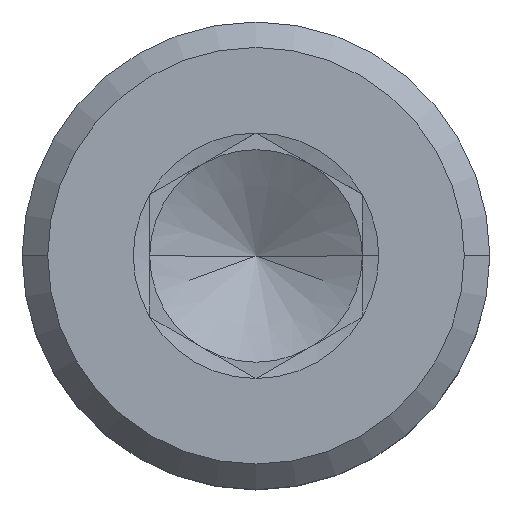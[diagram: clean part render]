
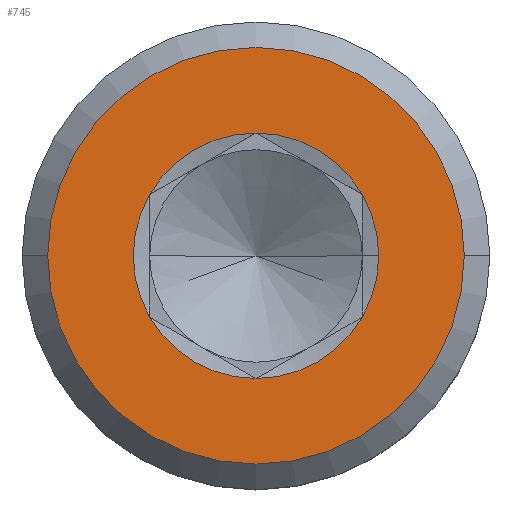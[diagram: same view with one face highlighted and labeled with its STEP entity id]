
A CAD part, top view. The second image highlights one B-rep face of the part: STEP entity #745.
In plain terms, the highlighted planar face has unit normal (0, 0, 1).
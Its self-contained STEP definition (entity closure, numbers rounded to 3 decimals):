
#14 = DIRECTION ( 'NONE',  ( 1., 0., 0. ) ) ;
#23 = DIRECTION ( 'NONE',  ( 1., 0., 0. ) ) ;
#27 = ORIENTED_EDGE ( 'NONE', *, *, #519, .F. ) ;
#46 = DIRECTION ( 'NONE',  ( 0., 0., 1. ) ) ;
#68 = CARTESIAN_POINT ( 'NONE',  ( 0., 0., 0. ) ) ;
#72 = VERTEX_POINT ( 'NONE', #769 ) ;
#77 = VERTEX_POINT ( 'NONE', #950 ) ;
#85 = DIRECTION ( 'NONE',  ( 1., 0., 0. ) ) ;
#95 = CARTESIAN_POINT ( 'NONE',  ( 1.443, 0., 0. ) ) ;
#110 = ORIENTED_EDGE ( 'NONE', *, *, #395, .T. ) ;
#114 = DIRECTION ( 'NONE',  ( 0., 0., 1. ) ) ;
#148 = AXIS2_PLACEMENT_3D ( 'NONE', #215, #46, #624 ) ;
#151 = DIRECTION ( 'NONE',  ( 0., 0., 1. ) ) ;
#152 = CIRCLE ( 'NONE', #979, 2.45 ) ;
#156 = CARTESIAN_POINT ( 'NONE',  ( 2.45, 0., 0. ) ) ;
#158 = EDGE_CURVE ( 'NONE', #605, #72, #968, .T. ) ;
#168 = CIRCLE ( 'NONE', #501, 2.45 ) ;
#177 = AXIS2_PLACEMENT_3D ( 'NONE', #597, #114, #23 ) ;
#190 = ORIENTED_EDGE ( 'NONE', *, *, #633, .F. ) ;
#195 = AXIS2_PLACEMENT_3D ( 'NONE', #1027, #768, #1034 ) ;
#215 = CARTESIAN_POINT ( 'NONE',  ( 0., 0., 0. ) ) ;
#228 = EDGE_CURVE ( 'NONE', #570, #762, #168, .T. ) ;
#232 = CIRCLE ( 'NONE', #177, 1.443 ) ;
#245 = CIRCLE ( 'NONE', #826, 1.443 ) ;
#249 = ORIENTED_EDGE ( 'NONE', *, *, #158, .F. ) ;
#256 = CIRCLE ( 'NONE', #503, 1.443 ) ;
#258 = FACE_OUTER_BOUND ( 'NONE', #298, .T. ) ;
#263 = ORIENTED_EDGE ( 'NONE', *, *, #908, .F. ) ;
#279 = CARTESIAN_POINT ( 'NONE',  ( 0., 0., 0. ) ) ;
#290 = CARTESIAN_POINT ( 'NONE',  ( 1.25, -0.722, 0. ) ) ;
#298 = EDGE_LOOP ( 'NONE', ( #877, #110 ) ) ;
#331 = CARTESIAN_POINT ( 'NONE',  ( 0., 0., 0. ) ) ;
#383 = CARTESIAN_POINT ( 'NONE',  ( 0., 0., 0. ) ) ;
#395 = EDGE_CURVE ( 'NONE', #762, #570, #152, .T. ) ;
#408 = PLANE ( 'NONE',  #922 ) ;
#415 = DIRECTION ( 'NONE',  ( 0., 0., 1. ) ) ;
#440 = CARTESIAN_POINT ( 'NONE',  ( 0., 0., 0. ) ) ;
#500 = DIRECTION ( 'NONE',  ( 1., 0., 0. ) ) ;
#501 = AXIS2_PLACEMENT_3D ( 'NONE', #383, #638, #711 ) ;
#503 = AXIS2_PLACEMENT_3D ( 'NONE', #583, #991, #85 ) ;
#504 = VERTEX_POINT ( 'NONE', #95 ) ;
#519 = EDGE_CURVE ( 'NONE', #72, #645, #245, .T. ) ;
#543 = CARTESIAN_POINT ( 'NONE',  ( -1.25, -0.722, 0. ) ) ;
#555 = EDGE_CURVE ( 'NONE', #645, #504, #998, .T. ) ;
#567 = EDGE_CURVE ( 'NONE', #772, #77, #232, .T. ) ;
#570 = VERTEX_POINT ( 'NONE', #603 ) ;
#583 = CARTESIAN_POINT ( 'NONE',  ( 0., 0., 0. ) ) ;
#592 = CIRCLE ( 'NONE', #195, 1.443 ) ;
#596 = ORIENTED_EDGE ( 'NONE', *, *, #567, .F. ) ;
#597 = CARTESIAN_POINT ( 'NONE',  ( 0., 0., 0. ) ) ;
#601 = DIRECTION ( 'NONE',  ( 0., 0., 1. ) ) ;
#603 = CARTESIAN_POINT ( 'NONE',  ( -2.45, 0., 0. ) ) ;
#605 = VERTEX_POINT ( 'NONE', #543 ) ;
#612 = AXIS2_PLACEMENT_3D ( 'NONE', #331, #415, #500 ) ;
#624 = DIRECTION ( 'NONE',  ( 1., 0., 0. ) ) ;
#633 = EDGE_CURVE ( 'NONE', #996, #772, #592, .T. ) ;
#638 = DIRECTION ( 'NONE',  ( 0., 0., 1. ) ) ;
#644 = EDGE_LOOP ( 'NONE', ( #249, #263, #596, #190, #771, #1037, #27 ) ) ;
#645 = VERTEX_POINT ( 'NONE', #290 ) ;
#647 = DIRECTION ( 'NONE',  ( -1., 0., 0. ) ) ;
#675 = DIRECTION ( 'NONE',  ( 0., 0., 1. ) ) ;
#698 = CARTESIAN_POINT ( 'NONE',  ( 1.25, 0.722, 0. ) ) ;
#711 = DIRECTION ( 'NONE',  ( 1., 0., 0. ) ) ;
#745 = ADVANCED_FACE ( 'NONE', ( #258, #924 ), #408, .F. ) ;
#762 = VERTEX_POINT ( 'NONE', #156 ) ;
#768 = DIRECTION ( 'NONE',  ( 0., 0., 1. ) ) ;
#769 = CARTESIAN_POINT ( 'NONE',  ( 0., -1.443, 0. ) ) ;
#771 = ORIENTED_EDGE ( 'NONE', *, *, #873, .F. ) ;
#772 = VERTEX_POINT ( 'NONE', #790 ) ;
#790 = CARTESIAN_POINT ( 'NONE',  ( 0., 1.443, 0. ) ) ;
#800 = DIRECTION ( 'NONE',  ( 1., 0., 0. ) ) ;
#826 = AXIS2_PLACEMENT_3D ( 'NONE', #440, #601, #835 ) ;
#835 = DIRECTION ( 'NONE',  ( 1., 0., 0. ) ) ;
#873 = EDGE_CURVE ( 'NONE', #504, #996, #256, .T. ) ;
#874 = CARTESIAN_POINT ( 'NONE',  ( 0., 0., 0. ) ) ;
#877 = ORIENTED_EDGE ( 'NONE', *, *, #228, .T. ) ;
#886 = DIRECTION ( 'NONE',  ( 0., 0., -1. ) ) ;
#908 = EDGE_CURVE ( 'NONE', #77, #605, #921, .T. ) ;
#921 = CIRCLE ( 'NONE', #612, 1.443 ) ;
#922 = AXIS2_PLACEMENT_3D ( 'NONE', #874, #886, #647 ) ;
#924 = FACE_BOUND ( 'NONE', #644, .T. ) ;
#950 = CARTESIAN_POINT ( 'NONE',  ( -1.25, 0.722, 0. ) ) ;
#968 = CIRCLE ( 'NONE', #148, 1.443 ) ;
#979 = AXIS2_PLACEMENT_3D ( 'NONE', #68, #151, #800 ) ;
#991 = DIRECTION ( 'NONE',  ( 0., 0., 1. ) ) ;
#996 = VERTEX_POINT ( 'NONE', #698 ) ;
#998 = CIRCLE ( 'NONE', #1078, 1.443 ) ;
#1027 = CARTESIAN_POINT ( 'NONE',  ( 0., 0., 0. ) ) ;
#1034 = DIRECTION ( 'NONE',  ( 1., 0., 0. ) ) ;
#1037 = ORIENTED_EDGE ( 'NONE', *, *, #555, .F. ) ;
#1078 = AXIS2_PLACEMENT_3D ( 'NONE', #279, #675, #14 ) ;
